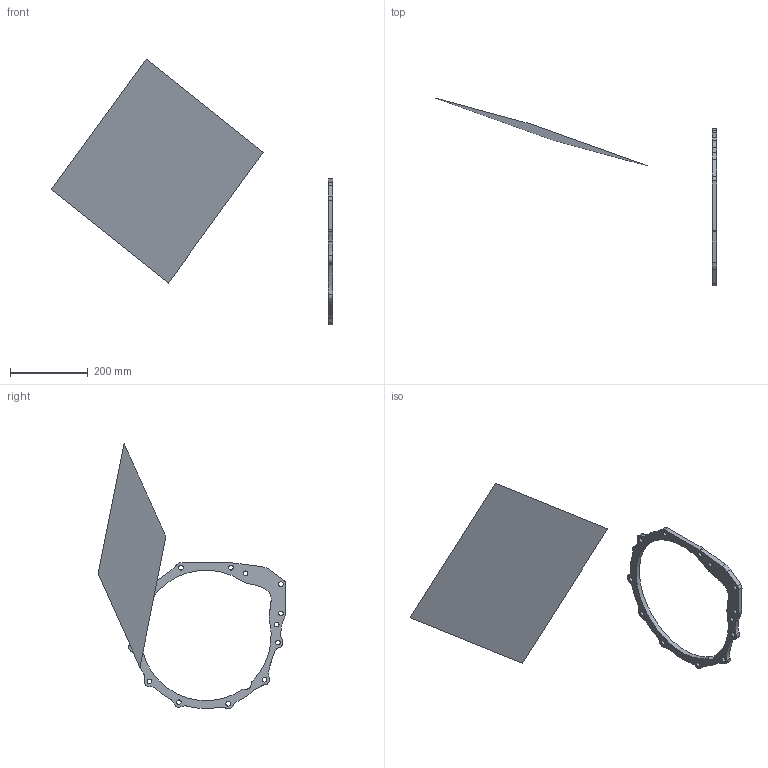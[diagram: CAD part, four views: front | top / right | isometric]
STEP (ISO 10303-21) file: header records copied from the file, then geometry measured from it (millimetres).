
FILE_DESCRIPTION(/* description */ (''),/* implementation_level */ '2;1');
FILE_NAME(/* name */ 'Courier Bellhouse 3rd layer v3.step',/* time_stamp */ '2020-08-12T15:04:01+10:00',/* author */ (''),/* organization */ (''),/* preprocessor_version */ 'ST-DEVELOPER v18.1',/* originating_system */ 'Autodesk Translation Framework v9.3.0.1241',/* authorisation */ '');
FILE_SCHEMA (('AUTOMOTIVE_DESIGN { 1 0 10303 214 3 1 1 }'));
Length unit declared in the file: millimetre
Products named in the file (1): Courier Bellhouse 3rd layer
Bounding box: 723.2 x 482.55 x 682.09 mm (x, y, z)
Volume: 352712.3 mm3; surface area: 260892.5 mm2
Topology: 1 solids, 2 shells, 62 faces, 181 edges, 122 vertices
Faces by surface type: cylinder 36, bspline 19, plane 7
Full cylindrical faces by diameter (mm): 12 x13
Entity records: 3289 total; most frequent: CARTESIAN_POINT 1661, ORIENTED_EDGE 358, DIRECTION 303, EDGE_CURVE 181, VERTEX_POINT 122, AXIS2_PLACEMENT_3D 116, EDGE_LOOP 90, CIRCLE 72
